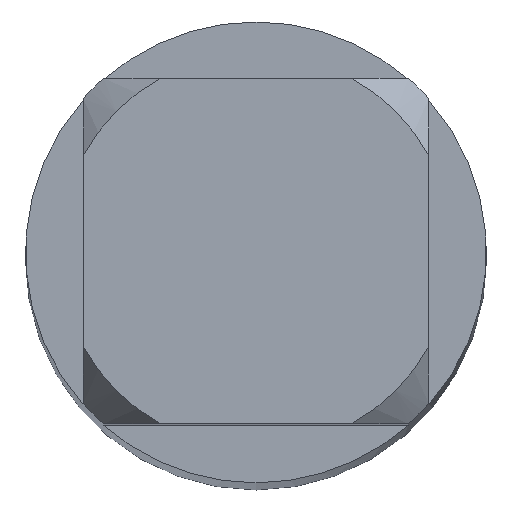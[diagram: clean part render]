
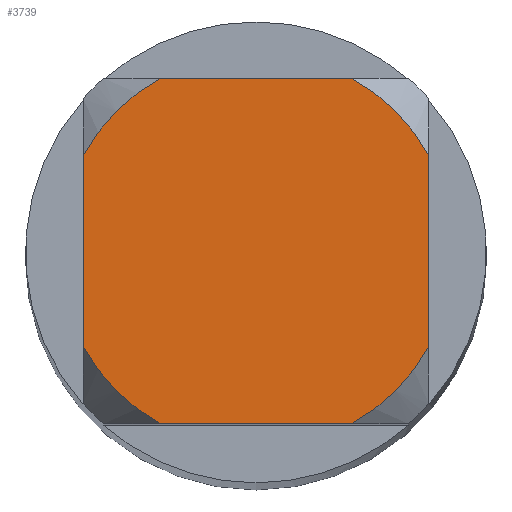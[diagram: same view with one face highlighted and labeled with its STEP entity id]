
A CAD part, top view. The second image highlights one B-rep face of the part: STEP entity #3739.
In plain terms, the highlighted planar face has unit normal (0, 0, 1).
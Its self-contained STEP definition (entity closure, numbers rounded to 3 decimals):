
#2025=EDGE_CURVE('',#3595,#3555,#5692,.T.);
#2323=EDGE_CURVE('',#4959,#3555,#6017,.T.);
#2363=EDGE_CURVE('',#4959,#3459,#6063,.T.);
#2509=EDGE_CURVE('',#2877,#5419,#6221,.T.);
#2797=EDGE_CURVE('',#2877,#3003,#6538,.T.);
#2829=VERTEX_POINT('',#6574);
#2877=VERTEX_POINT('',#6627);
#3003=VERTEX_POINT('',#6769);
#3459=VERTEX_POINT('',#7272);
#3555=VERTEX_POINT('',#7375);
#3595=VERTEX_POINT('',#7419);
#3739=ADVANCED_FACE('',(#7575),#7576,.T.);
#4329=EDGE_CURVE('',#2829,#3459,#8220,.T.);
#4343=EDGE_CURVE('',#3595,#3003,#8235,.T.);
#4581=EDGE_CURVE('',#2829,#5419,#8490,.T.);
#4959=VERTEX_POINT('',#8894);
#5419=VERTEX_POINT('',#9402);
#5692=CIRCLE('',#9954,1.2);
#6017=LINE('',#10541,#10542);
#6063=CIRCLE('',#10632,1.2);
#6221=LINE('',#10987,#10988);
#6538=CIRCLE('',#11700,1.2);
#6574=CARTESIAN_POINT('',(-1.05,0.581,0.0));
#6627=CARTESIAN_POINT('',(0.581,1.05,0.0));
#6769=CARTESIAN_POINT('',(1.05,0.581,0.0));
#7272=CARTESIAN_POINT('',(-1.05,-0.581,0.0));
#7375=CARTESIAN_POINT('',(0.581,-1.05,0.0));
#7419=CARTESIAN_POINT('',(1.05,-0.581,0.0));
#7575=FACE_OUTER_BOUND('',#13880,.T.);
#7576=PLANE('',#13881);
#8220=LINE('',#15139,#15140);
#8235=LINE('',#15161,#15162);
#8490=CIRCLE('',#15795,1.2);
#8894=CARTESIAN_POINT('',(-0.581,-1.05,0.0));
#9402=CARTESIAN_POINT('',(-0.581,1.05,0.0));
#9954=AXIS2_PLACEMENT_3D('',#18246,#18247,#18248);
#10541=CARTESIAN_POINT('',(0.0,-1.05,0.0));
#10542=VECTOR('',#18590,1.0);
#10632=AXIS2_PLACEMENT_3D('',#18656,#18657,#18658);
#10987=CARTESIAN_POINT('',(0.0,1.05,0.0));
#10988=VECTOR('',#18831,1.0);
#11700=AXIS2_PLACEMENT_3D('',#19163,#19164,#19165);
#13880=EDGE_LOOP('',(#20316,#20317,#20318,#20319,#20320,#20321,#20322,#20323));
#13881=AXIS2_PLACEMENT_3D('',#20324,#20325,#20326);
#15139=CARTESIAN_POINT('',(-1.05,0.3,0.0));
#15140=VECTOR('',#21190,1.0);
#15161=CARTESIAN_POINT('',(1.05,0.3,0.0));
#15162=VECTOR('',#21204,1.0);
#15795=AXIS2_PLACEMENT_3D('',#21440,#21441,#21442);
#18246=CARTESIAN_POINT('',(0.0,0.0,0.0));
#18247=DIRECTION('',(0.0,0.0,-1.0));
#18248=DIRECTION('',(0.0,1.0,0.0));
#18590=DIRECTION('',(1.0,0.0,0.0));
#18656=CARTESIAN_POINT('',(0.0,0.0,0.0));
#18657=DIRECTION('',(0.0,0.0,-1.0));
#18658=DIRECTION('',(0.0,1.0,0.0));
#18831=DIRECTION('',(-1.0,0.0,0.0));
#19163=CARTESIAN_POINT('',(0.0,0.0,0.0));
#19164=DIRECTION('',(0.0,0.0,-1.0));
#19165=DIRECTION('',(0.0,1.0,0.0));
#20316=ORIENTED_EDGE('',*,*,#4329,.T.);
#20317=ORIENTED_EDGE('',*,*,#2363,.F.);
#20318=ORIENTED_EDGE('',*,*,#2323,.T.);
#20319=ORIENTED_EDGE('',*,*,#2025,.F.);
#20320=ORIENTED_EDGE('',*,*,#4343,.T.);
#20321=ORIENTED_EDGE('',*,*,#2797,.F.);
#20322=ORIENTED_EDGE('',*,*,#2509,.T.);
#20323=ORIENTED_EDGE('',*,*,#4581,.F.);
#20324=CARTESIAN_POINT('',(0.0,0.6,0.0));
#20325=DIRECTION('',(-0.0,0.0,1.0));
#20326=DIRECTION('',(0.0,-1.0,0.0));
#21190=DIRECTION('',(-0.0,-1.0,0.0));
#21204=DIRECTION('',(-0.0,1.0,0.0));
#21440=CARTESIAN_POINT('',(0.0,0.0,0.0));
#21441=DIRECTION('',(0.0,0.0,-1.0));
#21442=DIRECTION('',(0.0,1.0,0.0));
